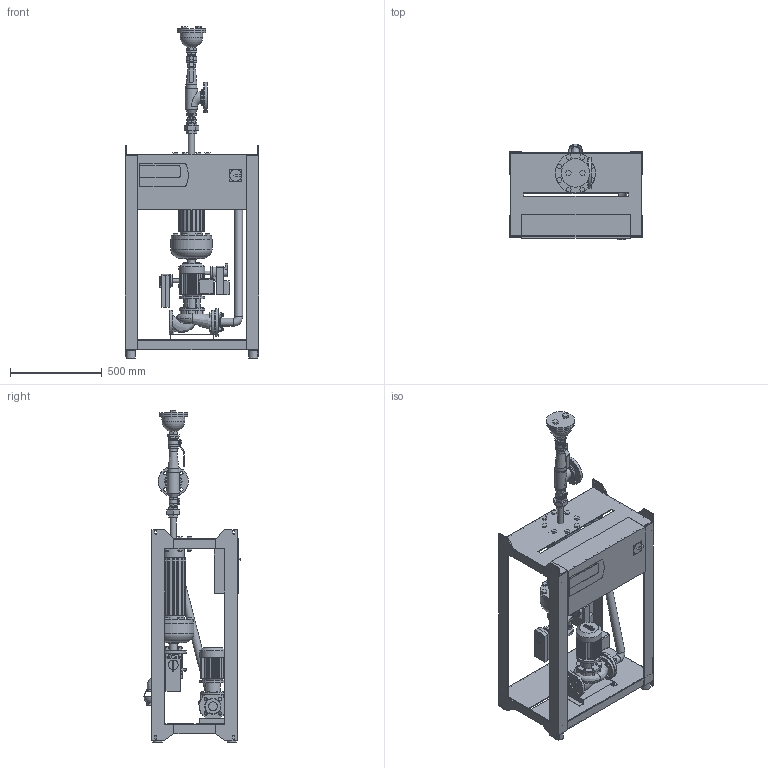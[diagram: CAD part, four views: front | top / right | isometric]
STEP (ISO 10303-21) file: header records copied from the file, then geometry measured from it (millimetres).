
FILE_DESCRIPTION(/* description */ (''),/* implementation_level */ '2;1');
FILE_NAME(/* name */ '3d_SiCleancomfort25-4194910.stp',/* time_stamp */ '2020-11-04T13:30:57+01:00',/* author */ ('Andrzej'),/* organization */ (''),/* preprocessor_version */ 'ST-DEVELOPER v16.13',/* originating_system */ 'AutoCAD Mechanical',/* authorisation */ '');
FILE_SCHEMA (('AUTOMOTIVE_DESIGN { 1 0 10303 214 3 1 1 }'));
Products named in the file (1): Product
Bounding box: 730 x 524.97 x 1813 mm (x, y, z)
Volume: 57208552.9 mm3; surface area: 5957140.4 mm2
Topology: 112 solids, 112 shells, 1670 faces, 3818 edges, 2460 vertices
Faces by surface type: plane 1109, cylinder 419, cone 57, bspline 32, torus 28, sphere 25
Full cylindrical faces by diameter (mm): 4 x8, 8 x8, 10 x6, 15 x1, 16 x28, 18 x48, 19.82 x1, 20 x2, 30 x20, 33.7 x1, 37.2 x2, 40 x1, 42.4 x9, 48 x1, 48.3 x3, 50 x9, 52 x1, 56 x1, 58 x1, 60.3 x2, 64 x1, 65 x2, 66.3 x2, 70 x2, 70.3 x3, 78 x2, 80 x1, 84 x1, 91.302 x1, 120 x2
Entity records: 56260 total; most frequent: CARTESIAN_POINT 18986, DIRECTION 7721, ORIENTED_EDGE 7040, EDGE_CURVE 3520, AXIS2_PLACEMENT_3D 2689, VERTEX_POINT 2421, LINE 2343, VECTOR 2343
